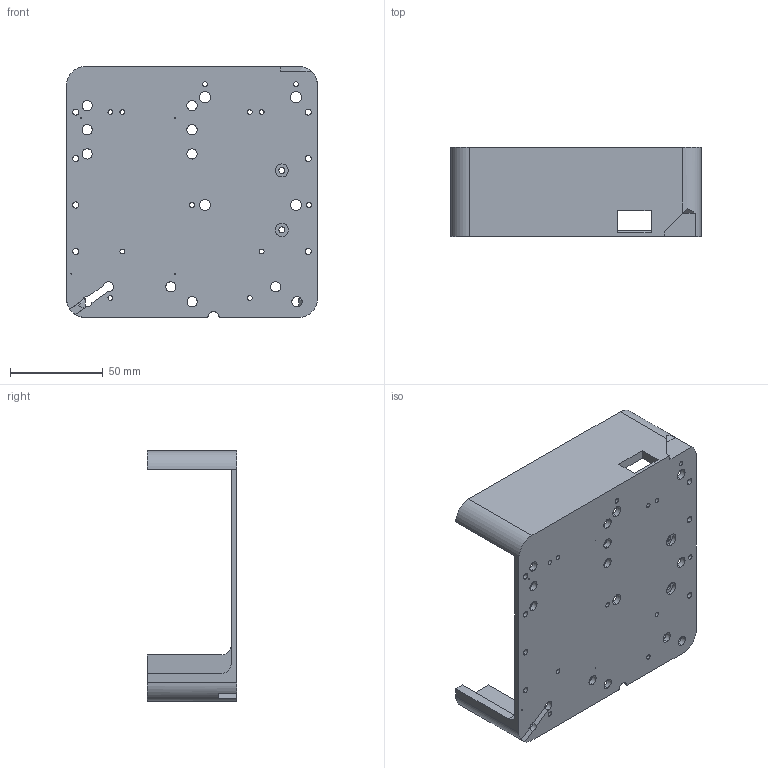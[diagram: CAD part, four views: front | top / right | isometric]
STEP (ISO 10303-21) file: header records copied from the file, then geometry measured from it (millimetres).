
FILE_DESCRIPTION (( 'STEP AP214' ), '1' );
FILE_NAME ('base_lower_v4.STEP', '2025-01-19T19:00:58', ( '' ), ( '' ), 'SwSTEP 2.0', 'SolidWorks 2018', '' );
FILE_SCHEMA (( 'AUTOMOTIVE_DESIGN' ));
Length unit declared in the file: millimetre
Products named in the file (1): base_lower_v4
Bounding box: 135 x 48 x 135 mm (x, y, z)
Volume: 96875.4 mm3; surface area: 58383.2 mm2
Topology: 1 solids, 1 shells, 181 faces, 506 edges, 330 vertices
Faces by surface type: cylinder 112, plane 61, cone 8
Entity records: 6098 total; most frequent: DIRECTION 1096, CARTESIAN_POINT 1048, ORIENTED_EDGE 1012, EDGE_CURVE 506, AXIS2_PLACEMENT_3D 418, VERTEX_POINT 330, EDGE_LOOP 266, VECTOR 260
